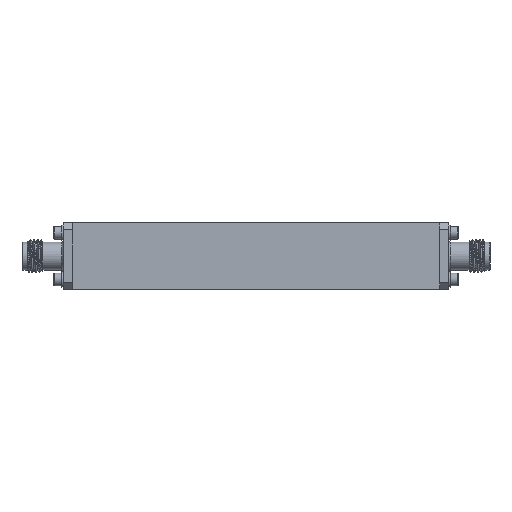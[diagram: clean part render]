
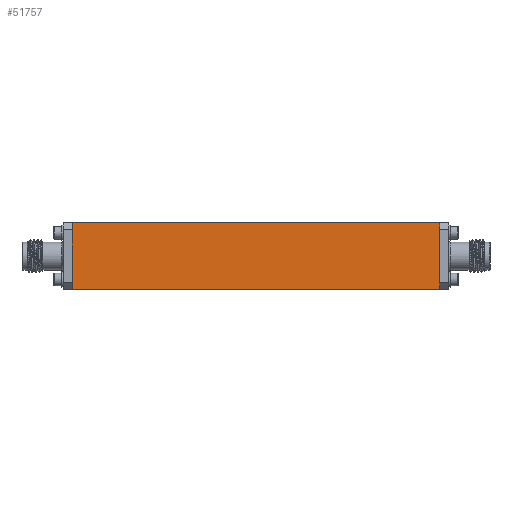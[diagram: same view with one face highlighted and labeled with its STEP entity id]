
A CAD part, left-side view. The second image highlights one B-rep face of the part: STEP entity #51757.
In plain terms, the highlighted planar face has unit normal (-1, 0, 0).
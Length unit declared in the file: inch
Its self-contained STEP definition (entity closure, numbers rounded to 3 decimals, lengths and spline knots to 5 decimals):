
#494 = CARTESIAN_POINT ( 'NONE',  ( -1.75, 1.375, 0.25 ) ) ;
#4379 = DIRECTION ( 'NONE',  ( 0., 0., 1. ) ) ;
#4851 = DIRECTION ( 'NONE',  ( 0., 0., -1. ) ) ;
#7167 = VECTOR ( 'NONE', #34701, 39.37008 ) ;
#7548 = ORIENTED_EDGE ( 'NONE', *, *, #57228, .F. ) ;
#7994 = CARTESIAN_POINT ( 'NONE',  ( -1.75, -1.375, -0.25 ) ) ;
#9015 = VECTOR ( 'NONE', #51911, 39.37008 ) ;
#9939 = VECTOR ( 'NONE', #28816, 39.37008 ) ;
#10405 = VECTOR ( 'NONE', #4851, 39.37008 ) ;
#15831 = EDGE_LOOP ( 'NONE', ( #34350, #18515, #47761, #7548, #29887, #24259 ) ) ;
#18144 = CARTESIAN_POINT ( 'NONE',  ( -1.75, -1.375, -0.25 ) ) ;
#18515 = ORIENTED_EDGE ( 'NONE', *, *, #32714, .T. ) ;
#18881 = LINE ( 'NONE', #51193, #21255 ) ;
#20348 = VERTEX_POINT ( 'NONE', #29449 ) ;
#21255 = VECTOR ( 'NONE', #37841, 39.37008 ) ;
#22079 = LINE ( 'NONE', #22671, #10405 ) ;
#22671 = CARTESIAN_POINT ( 'NONE',  ( -1.75, -1.375, 0.25 ) ) ;
#24259 = ORIENTED_EDGE ( 'NONE', *, *, #52393, .T. ) ;
#25525 = EDGE_CURVE ( 'NONE', #27184, #55543, #22079, .T. ) ;
#27184 = VERTEX_POINT ( 'NONE', #31580 ) ;
#27939 = LINE ( 'NONE', #28521, #9939 ) ;
#28521 = CARTESIAN_POINT ( 'NONE',  ( -1.75, 1.375, 0.25 ) ) ;
#28816 = DIRECTION ( 'NONE',  ( 0., 0., -1. ) ) ;
#29449 = CARTESIAN_POINT ( 'NONE',  ( -1.75, 1.375, -0.25 ) ) ;
#29887 = ORIENTED_EDGE ( 'NONE', *, *, #41699, .T. ) ;
#31580 = CARTESIAN_POINT ( 'NONE',  ( -1.75, -1.375, -0.2 ) ) ;
#32714 = EDGE_CURVE ( 'NONE', #27184, #43988, #57001, .T. ) ;
#33811 = CARTESIAN_POINT ( 'NONE',  ( -1.75, -1.375, 0.25 ) ) ;
#34350 = ORIENTED_EDGE ( 'NONE', *, *, #25525, .F. ) ;
#34391 = LINE ( 'NONE', #33811, #9015 ) ;
#34653 = VERTEX_POINT ( 'NONE', #56122 ) ;
#34701 = DIRECTION ( 'NONE',  ( 0., -1., 0. ) ) ;
#35052 = DIRECTION ( 'NONE',  ( 1., 0., 0. ) ) ;
#37841 = DIRECTION ( 'NONE',  ( 0., -1., 0. ) ) ;
#40101 = PLANE ( 'NONE',  #53570 ) ;
#41699 = EDGE_CURVE ( 'NONE', #57063, #20348, #27939, .T. ) ;
#43988 = VERTEX_POINT ( 'NONE', #58763 ) ;
#45034 = CARTESIAN_POINT ( 'NONE',  ( -1.75, -1.375, 0.25 ) ) ;
#45149 = FACE_OUTER_BOUND ( 'NONE', #15831, .T. ) ;
#47761 = ORIENTED_EDGE ( 'NONE', *, *, #50747, .F. ) ;
#48711 = DIRECTION ( 'NONE',  ( 0., 0., -1. ) ) ;
#50747 = EDGE_CURVE ( 'NONE', #34653, #43988, #34391, .T. ) ;
#51193 = CARTESIAN_POINT ( 'NONE',  ( -1.75, -1.375, 0.25 ) ) ;
#51757 = ADVANCED_FACE ( 'NONE', ( #45149 ), #40101, .F. ) ;
#51911 = DIRECTION ( 'NONE',  ( 0., 0., -1. ) ) ;
#52393 = EDGE_CURVE ( 'NONE', #20348, #55543, #58143, .T. ) ;
#53570 = AXIS2_PLACEMENT_3D ( 'NONE', #58209, #35052, #48711 ) ;
#54991 = VECTOR ( 'NONE', #4379, 39.37008 ) ;
#55543 = VERTEX_POINT ( 'NONE', #18144 ) ;
#56122 = CARTESIAN_POINT ( 'NONE',  ( -1.75, -1.375, 0.25 ) ) ;
#57001 = LINE ( 'NONE', #45034, #54991 ) ;
#57063 = VERTEX_POINT ( 'NONE', #494 ) ;
#57228 = EDGE_CURVE ( 'NONE', #57063, #34653, #18881, .T. ) ;
#58143 = LINE ( 'NONE', #7994, #7167 ) ;
#58209 = CARTESIAN_POINT ( 'NONE',  ( -1.75, -1.375, 0.25 ) ) ;
#58763 = CARTESIAN_POINT ( 'NONE',  ( -1.75, -1.375, 0.2 ) ) ;
